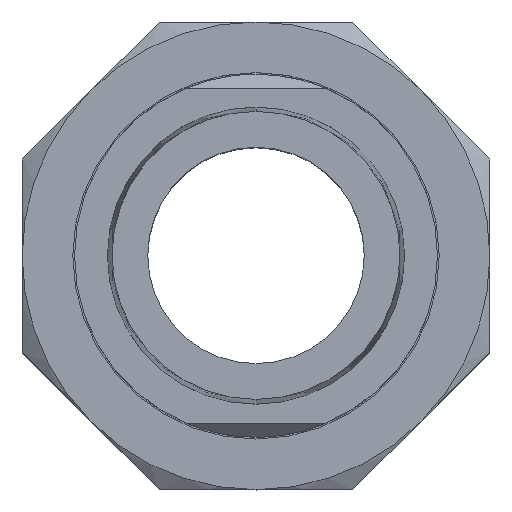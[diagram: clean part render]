
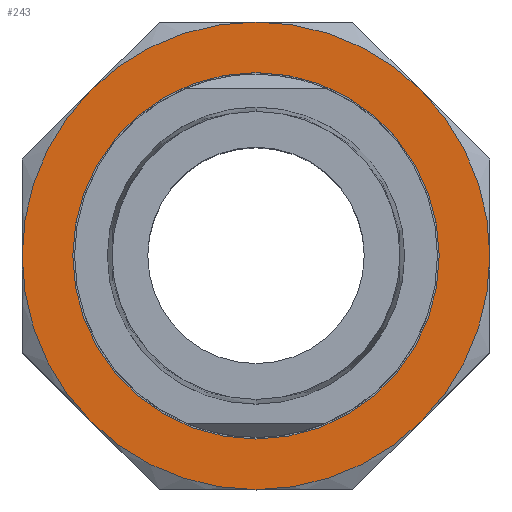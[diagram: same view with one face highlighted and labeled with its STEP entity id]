
A CAD part, top view. The second image highlights one B-rep face of the part: STEP entity #243.
In plain terms, the highlighted planar face has unit normal (0, 0, 1).
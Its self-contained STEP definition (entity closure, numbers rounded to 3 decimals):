
#99 = EDGE_CURVE ( 'NONE', #100, #112, #961, .T. ) ;
#100 = VERTEX_POINT ( 'NONE', #956 ) ;
#103 = VERTEX_POINT ( 'NONE', #955 ) ;
#104 = EDGE_CURVE ( 'NONE', #105, #286, #954, .T. ) ;
#105 = VERTEX_POINT ( 'NONE', #949 ) ;
#106 = EDGE_CURVE ( 'NONE', #103, #364, #948, .T. ) ;
#109 = EDGE_CURVE ( 'NONE', #286, #103, #759, .T. ) ;
#111 = EDGE_CURVE ( 'NONE', #112, #105, #755, .T. ) ;
#112 = VERTEX_POINT ( 'NONE', #750 ) ;
#119 = EDGE_CURVE ( 'NONE', #364, #213, #733, .T. ) ;
#126 = ORIENTED_EDGE ( 'NONE', *, *, #104, .T. ) ;
#127 = ORIENTED_EDGE ( 'NONE', *, *, #109, .T. ) ;
#151 = ORIENTED_EDGE ( 'NONE', *, *, #106, .T. ) ;
#152 = ORIENTED_EDGE ( 'NONE', *, *, #119, .T. ) ;
#153 = ORIENTED_EDGE ( 'NONE', *, *, #255, .T. ) ;
#154 = ORIENTED_EDGE ( 'NONE', *, *, #207, .T. ) ;
#155 = ORIENTED_EDGE ( 'NONE', *, *, #99, .T. ) ;
#156 = ORIENTED_EDGE ( 'NONE', *, *, #111, .T. ) ;
#207 = EDGE_CURVE ( 'NONE', #208, #100, #1149, .T. ) ;
#208 = VERTEX_POINT ( 'NONE', #1145 ) ;
#213 = VERTEX_POINT ( 'NONE', #1144 ) ;
#242 = EDGE_CURVE ( 'NONE', #559, #423, #1105, .T. ) ;
#243 = ADVANCED_FACE ( 'NONE', ( #1100, #1099 ), #1098, .F. ) ;
#244 = EDGE_LOOP ( 'NONE', ( #245, #246 ) ) ;
#245 = ORIENTED_EDGE ( 'NONE', *, *, #242, .F. ) ;
#246 = ORIENTED_EDGE ( 'NONE', *, *, #558, .F. ) ;
#247 = EDGE_LOOP ( 'NONE', ( #126, #127, #151, #152, #153, #154, #155, #156 ) ) ;
#255 = EDGE_CURVE ( 'NONE', #213, #208, #1204, .T. ) ;
#286 = VERTEX_POINT ( 'NONE', #1345 ) ;
#364 = VERTEX_POINT ( 'NONE', #1472 ) ;
#423 = VERTEX_POINT ( 'NONE', #1594 ) ;
#558 = EDGE_CURVE ( 'NONE', #423, #559, #1924, .T. ) ;
#559 = VERTEX_POINT ( 'NONE', #1920 ) ;
#731 = CARTESIAN_POINT ( 'NONE',  ( 0., 0., 13.5 ) ) ;
#732 = AXIS2_PLACEMENT_3D ( 'NONE', #731, #898, #897 ) ;
#733 = CIRCLE ( 'NONE', #732, 33.5 ) ;
#750 = CARTESIAN_POINT ( 'NONE',  ( 23.688, -23.688, 13.5 ) ) ;
#751 = DIRECTION ( 'NONE',  ( 1., 0., 0. ) ) ;
#752 = DIRECTION ( 'NONE',  ( 0., 0., 1. ) ) ;
#753 = CARTESIAN_POINT ( 'NONE',  ( 0., 0., 13.5 ) ) ;
#754 = AXIS2_PLACEMENT_3D ( 'NONE', #753, #752, #751 ) ;
#755 = CIRCLE ( 'NONE', #754, 33.5 ) ;
#756 = DIRECTION ( 'NONE',  ( 1., 0., 0. ) ) ;
#757 = DIRECTION ( 'NONE',  ( 0., 0., 1. ) ) ;
#758 = AXIS2_PLACEMENT_3D ( 'NONE', #942, #757, #756 ) ;
#759 = CIRCLE ( 'NONE', #758, 33.5 ) ;
#897 = DIRECTION ( 'NONE',  ( 1., 0., 0. ) ) ;
#898 = DIRECTION ( 'NONE',  ( 0., 0., 1. ) ) ;
#942 = CARTESIAN_POINT ( 'NONE',  ( 0., 0., 13.5 ) ) ;
#944 = DIRECTION ( 'NONE',  ( 1., 0., 0. ) ) ;
#945 = DIRECTION ( 'NONE',  ( 0., 0., 1. ) ) ;
#946 = CARTESIAN_POINT ( 'NONE',  ( 0., 0., 13.5 ) ) ;
#947 = AXIS2_PLACEMENT_3D ( 'NONE', #946, #945, #944 ) ;
#948 = CIRCLE ( 'NONE', #947, 33.5 ) ;
#949 = CARTESIAN_POINT ( 'NONE',  ( 33.5, 0., 13.5 ) ) ;
#950 = DIRECTION ( 'NONE',  ( 1., 0., 0. ) ) ;
#951 = DIRECTION ( 'NONE',  ( 0., 0., 1. ) ) ;
#952 = CARTESIAN_POINT ( 'NONE',  ( 0., 0., 13.5 ) ) ;
#953 = AXIS2_PLACEMENT_3D ( 'NONE', #952, #951, #950 ) ;
#954 = CIRCLE ( 'NONE', #953, 33.5 ) ;
#955 = CARTESIAN_POINT ( 'NONE',  ( 0., 33.5, 13.5 ) ) ;
#956 = CARTESIAN_POINT ( 'NONE',  ( 0., -33.5, 13.5 ) ) ;
#957 = DIRECTION ( 'NONE',  ( 1., 0., 0. ) ) ;
#958 = DIRECTION ( 'NONE',  ( 0., 0., 1. ) ) ;
#959 = CARTESIAN_POINT ( 'NONE',  ( 0., 0., 13.5 ) ) ;
#960 = AXIS2_PLACEMENT_3D ( 'NONE', #959, #958, #957 ) ;
#961 = CIRCLE ( 'NONE', #960, 33.5 ) ;
#1094 = DIRECTION ( 'NONE',  ( -1., 0., 0. ) ) ;
#1095 = DIRECTION ( 'NONE',  ( 0., 0., -1. ) ) ;
#1096 = AXIS2_PLACEMENT_3D ( 'NONE', #1097, #1095, #1094 ) ;
#1097 = CARTESIAN_POINT ( 'NONE',  ( 0., 33.5, 13.5 ) ) ;
#1098 = PLANE ( 'NONE',  #1096 ) ;
#1099 = FACE_OUTER_BOUND ( 'NONE', #247, .T. ) ;
#1100 = FACE_BOUND ( 'NONE', #244, .T. ) ;
#1101 = DIRECTION ( 'NONE',  ( 1., 0., 0. ) ) ;
#1102 = DIRECTION ( 'NONE',  ( 0., 0., 1. ) ) ;
#1103 = CARTESIAN_POINT ( 'NONE',  ( 0., 0., 13.5 ) ) ;
#1104 = AXIS2_PLACEMENT_3D ( 'NONE', #1103, #1102, #1101 ) ;
#1105 = CIRCLE ( 'NONE', #1104, 26.25 ) ;
#1144 = CARTESIAN_POINT ( 'NONE',  ( -33.5, 0., 13.5 ) ) ;
#1145 = CARTESIAN_POINT ( 'NONE',  ( -23.688, -23.688, 13.5 ) ) ;
#1146 = DIRECTION ( 'NONE',  ( 1., 0., 0. ) ) ;
#1147 = DIRECTION ( 'NONE',  ( 0., 0., 1. ) ) ;
#1148 = AXIS2_PLACEMENT_3D ( 'NONE', #1162, #1147, #1146 ) ;
#1149 = CIRCLE ( 'NONE', #1148, 33.5 ) ;
#1162 = CARTESIAN_POINT ( 'NONE',  ( 0., 0., 13.5 ) ) ;
#1200 = DIRECTION ( 'NONE',  ( 1., 0., 0. ) ) ;
#1201 = DIRECTION ( 'NONE',  ( 0., 0., 1. ) ) ;
#1202 = CARTESIAN_POINT ( 'NONE',  ( 0., 0., 13.5 ) ) ;
#1203 = AXIS2_PLACEMENT_3D ( 'NONE', #1202, #1201, #1200 ) ;
#1204 = CIRCLE ( 'NONE', #1203, 33.5 ) ;
#1345 = CARTESIAN_POINT ( 'NONE',  ( 23.688, 23.688, 13.5 ) ) ;
#1472 = CARTESIAN_POINT ( 'NONE',  ( -23.688, 23.688, 13.5 ) ) ;
#1594 = CARTESIAN_POINT ( 'NONE',  ( -26.25, 0., 13.5 ) ) ;
#1920 = CARTESIAN_POINT ( 'NONE',  ( 26.25, 0., 13.5 ) ) ;
#1921 = DIRECTION ( 'NONE',  ( 1., 0., 0. ) ) ;
#1922 = DIRECTION ( 'NONE',  ( 0., 0., 1. ) ) ;
#1923 = AXIS2_PLACEMENT_3D ( 'NONE', #1930, #1922, #1921 ) ;
#1924 = CIRCLE ( 'NONE', #1923, 26.25 ) ;
#1930 = CARTESIAN_POINT ( 'NONE',  ( 0., 0., 13.5 ) ) ;
